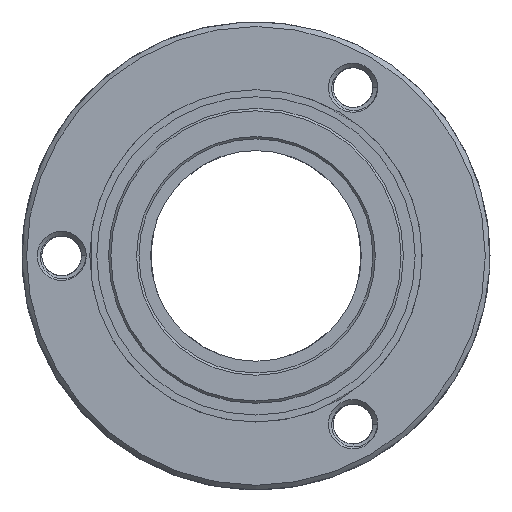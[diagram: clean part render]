
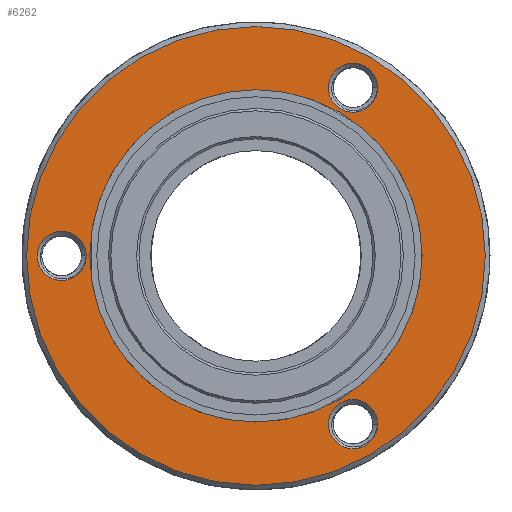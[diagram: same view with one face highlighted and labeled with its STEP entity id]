
A CAD part, left-side view. The second image highlights one B-rep face of the part: STEP entity #6262.
In plain terms, the highlighted planar face has unit normal (-1, 0, 0).
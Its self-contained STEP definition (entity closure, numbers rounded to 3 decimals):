
#205 = DIRECTION ( 'NONE',  ( -1., 0., 0. ) ) ;
#299 = CARTESIAN_POINT ( 'NONE',  ( 8., 0., 7.1 ) ) ;
#382 = CARTESIAN_POINT ( 'NONE',  ( 8., 8.3, -1.05 ) ) ;
#403 = FACE_BOUND ( 'NONE', #2144, .T. ) ;
#435 = EDGE_LOOP ( 'NONE', ( #1011 ) ) ;
#486 = ORIENTED_EDGE ( 'NONE', *, *, #5221, .T. ) ;
#610 = ORIENTED_EDGE ( 'NONE', *, *, #5012, .F. ) ;
#841 = CARTESIAN_POINT ( 'NONE',  ( 8., 0., 0. ) ) ;
#878 = CIRCLE ( 'NONE', #3474, 1.05 ) ;
#1011 = ORIENTED_EDGE ( 'NONE', *, *, #4374, .T. ) ;
#1201 = FACE_BOUND ( 'NONE', #3852, .T. ) ;
#1425 = AXIS2_PLACEMENT_3D ( 'NONE', #7476, #3467, #2861 ) ;
#1930 = ORIENTED_EDGE ( 'NONE', *, *, #1936, .T. ) ;
#1936 = EDGE_CURVE ( 'NONE', #8168, #8168, #4269, .T. ) ;
#1967 = CARTESIAN_POINT ( 'NONE',  ( 8., -4.15, 7.188 ) ) ;
#2088 = DIRECTION ( 'NONE',  ( 0., 0., 1. ) ) ;
#2144 = EDGE_LOOP ( 'NONE', ( #610 ) ) ;
#2227 = VERTEX_POINT ( 'NONE', #3590 ) ;
#2242 = DIRECTION ( 'NONE',  ( 0., 0., -1. ) ) ;
#2359 = AXIS2_PLACEMENT_3D ( 'NONE', #1967, #6549, #2731 ) ;
#2543 = EDGE_CURVE ( 'NONE', #2227, #2227, #7580, .T. ) ;
#2566 = DIRECTION ( 'NONE',  ( 0., 0., -1. ) ) ;
#2731 = DIRECTION ( 'NONE',  ( 0., 0., -1. ) ) ;
#2861 = DIRECTION ( 'NONE',  ( 0., 0., -1. ) ) ;
#2872 = CARTESIAN_POINT ( 'NONE',  ( 8., 0., 0. ) ) ;
#2901 = AXIS2_PLACEMENT_3D ( 'NONE', #2872, #8130, #2242 ) ;
#2994 = VERTEX_POINT ( 'NONE', #8245 ) ;
#3014 = PLANE ( 'NONE',  #4961 ) ;
#3467 = DIRECTION ( 'NONE',  ( 1., 0., 0. ) ) ;
#3474 = AXIS2_PLACEMENT_3D ( 'NONE', #5489, #7929, #6782 ) ;
#3590 = CARTESIAN_POINT ( 'NONE',  ( 8., 0., -9.8 ) ) ;
#3770 = EDGE_LOOP ( 'NONE', ( #1930 ) ) ;
#3852 = EDGE_LOOP ( 'NONE', ( #486 ) ) ;
#4030 = ORIENTED_EDGE ( 'NONE', *, *, #2543, .T. ) ;
#4269 = CIRCLE ( 'NONE', #2359, 1.05 ) ;
#4374 = EDGE_CURVE ( 'NONE', #6252, #6252, #878, .T. ) ;
#4927 = EDGE_LOOP ( 'NONE', ( #4030 ) ) ;
#4961 = AXIS2_PLACEMENT_3D ( 'NONE', #8460, #7746, #2566 ) ;
#5012 = EDGE_CURVE ( 'NONE', #6163, #6163, #8156, .T. ) ;
#5221 = EDGE_CURVE ( 'NONE', #2994, #2994, #6628, .T. ) ;
#5489 = CARTESIAN_POINT ( 'NONE',  ( 8., 8.3, 0. ) ) ;
#5821 = FACE_OUTER_BOUND ( 'NONE', #4927, .T. ) ;
#6163 = VERTEX_POINT ( 'NONE', #299 ) ;
#6252 = VERTEX_POINT ( 'NONE', #382 ) ;
#6262 = ADVANCED_FACE ( 'NONE', ( #5821, #1201, #8423, #8265, #403 ), #3014, .F. ) ;
#6549 = DIRECTION ( 'NONE',  ( 1., 0., 0. ) ) ;
#6628 = CIRCLE ( 'NONE', #1425, 1.05 ) ;
#6782 = DIRECTION ( 'NONE',  ( 0., 0., -1. ) ) ;
#6912 = AXIS2_PLACEMENT_3D ( 'NONE', #841, #205, #2088 ) ;
#7476 = CARTESIAN_POINT ( 'NONE',  ( 8., -4.15, -7.188 ) ) ;
#7580 = CIRCLE ( 'NONE', #2901, 9.8 ) ;
#7746 = DIRECTION ( 'NONE',  ( 1., 0., 0. ) ) ;
#7929 = DIRECTION ( 'NONE',  ( 1., 0., 0. ) ) ;
#8118 = CARTESIAN_POINT ( 'NONE',  ( 8., -4.15, 6.138 ) ) ;
#8130 = DIRECTION ( 'NONE',  ( -1., 0., 0. ) ) ;
#8156 = CIRCLE ( 'NONE', #6912, 7.1 ) ;
#8168 = VERTEX_POINT ( 'NONE', #8118 ) ;
#8245 = CARTESIAN_POINT ( 'NONE',  ( 8., -4.15, -8.238 ) ) ;
#8265 = FACE_BOUND ( 'NONE', #435, .T. ) ;
#8423 = FACE_BOUND ( 'NONE', #3770, .T. ) ;
#8460 = CARTESIAN_POINT ( 'NONE',  ( 8., 10., 0. ) ) ;
